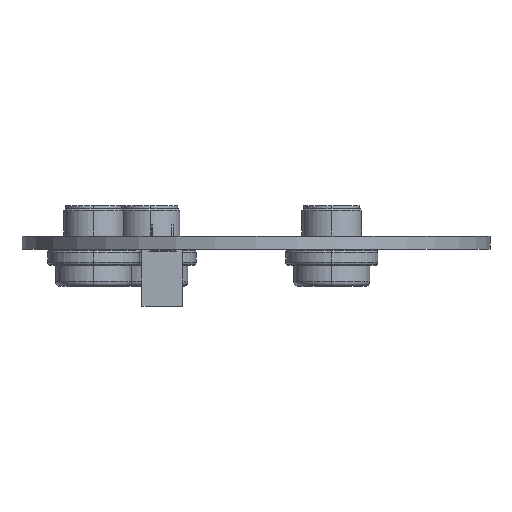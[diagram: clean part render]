
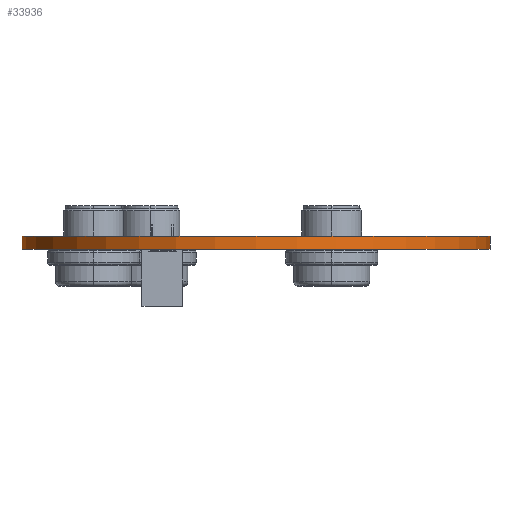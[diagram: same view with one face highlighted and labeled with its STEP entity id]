
A CAD part, front view. The second image highlights one B-rep face of the part: STEP entity #33936.
In plain terms, the highlighted cylindrical face has radius 29 mm (diameter 58 mm), a full revolution.
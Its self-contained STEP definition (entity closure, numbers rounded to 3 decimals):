
#33936 = ADVANCED_FACE('',(#33937),#33950,.T.);
#33937 = FACE_BOUND('',#33938,.T.);
#33938 = EDGE_LOOP('',(#33939,#33973,#33996,#34023));
#33939 = ORIENTED_EDGE('',*,*,#33940,.F.);
#33940 = EDGE_CURVE('',#33941,#33941,#33943,.T.);
#33941 = VERTEX_POINT('',#33942);
#33942 = CARTESIAN_POINT('',(112.268,-96.036,1.6));
#33943 = SURFACE_CURVE('',#33944,(#33949,#33961),.PCURVE_S1.);
#33944 = CIRCLE('',#33945,29.);
#33945 = AXIS2_PLACEMENT_3D('',#33946,#33947,#33948);
#33946 = CARTESIAN_POINT('',(83.268,-96.036,1.6));
#33947 = DIRECTION('',(0.,0.,1.));
#33948 = DIRECTION('',(1.,0.,-0.));
#33949 = PCURVE('',#33950,#33955);
#33950 = CYLINDRICAL_SURFACE('',#33951,29.);
#33951 = AXIS2_PLACEMENT_3D('',#33952,#33953,#33954);
#33952 = CARTESIAN_POINT('',(83.268,-96.036,0.));
#33953 = DIRECTION('',(0.,0.,1.));
#33954 = DIRECTION('',(1.,0.,-0.));
#33955 = DEFINITIONAL_REPRESENTATION('',(#33956),#33960);
#33956 = LINE('',#33957,#33958);
#33957 = CARTESIAN_POINT('',(0.,1.6));
#33958 = VECTOR('',#33959,1.);
#33959 = DIRECTION('',(1.,0.));
#33960 = ( GEOMETRIC_REPRESENTATION_CONTEXT(2) 
PARAMETRIC_REPRESENTATION_CONTEXT() REPRESENTATION_CONTEXT('2D SPACE',''
  ) );
#33961 = PCURVE('',#33962,#33967);
#33962 = PLANE('',#33963);
#33963 = AXIS2_PLACEMENT_3D('',#33964,#33965,#33966);
#33964 = CARTESIAN_POINT('',(83.268,-96.036,1.6));
#33965 = DIRECTION('',(0.,0.,1.));
#33966 = DIRECTION('',(1.,0.,-0.));
#33967 = DEFINITIONAL_REPRESENTATION('',(#33968),#33972);
#33968 = CIRCLE('',#33969,29.);
#33969 = AXIS2_PLACEMENT_2D('',#33970,#33971);
#33970 = CARTESIAN_POINT('',(0.,0.));
#33971 = DIRECTION('',(1.,0.));
#33972 = ( GEOMETRIC_REPRESENTATION_CONTEXT(2) 
PARAMETRIC_REPRESENTATION_CONTEXT() REPRESENTATION_CONTEXT('2D SPACE',''
  ) );
#33973 = ORIENTED_EDGE('',*,*,#33974,.F.);
#33974 = EDGE_CURVE('',#33975,#33941,#33977,.T.);
#33975 = VERTEX_POINT('',#33976);
#33976 = CARTESIAN_POINT('',(112.268,-96.036,0.));
#33977 = SEAM_CURVE('',#33978,(#33982,#33989),.PCURVE_S1.);
#33978 = LINE('',#33979,#33980);
#33979 = CARTESIAN_POINT('',(112.268,-96.036,0.));
#33980 = VECTOR('',#33981,1.);
#33981 = DIRECTION('',(0.,0.,1.));
#33982 = PCURVE('',#33950,#33983);
#33983 = DEFINITIONAL_REPRESENTATION('',(#33984),#33988);
#33984 = LINE('',#33985,#33986);
#33985 = CARTESIAN_POINT('',(6.283,-0.));
#33986 = VECTOR('',#33987,1.);
#33987 = DIRECTION('',(0.,1.));
#33988 = ( GEOMETRIC_REPRESENTATION_CONTEXT(2) 
PARAMETRIC_REPRESENTATION_CONTEXT() REPRESENTATION_CONTEXT('2D SPACE',''
  ) );
#33989 = PCURVE('',#33950,#33990);
#33990 = DEFINITIONAL_REPRESENTATION('',(#33991),#33995);
#33991 = LINE('',#33992,#33993);
#33992 = CARTESIAN_POINT('',(0.,-0.));
#33993 = VECTOR('',#33994,1.);
#33994 = DIRECTION('',(0.,1.));
#33995 = ( GEOMETRIC_REPRESENTATION_CONTEXT(2) 
PARAMETRIC_REPRESENTATION_CONTEXT() REPRESENTATION_CONTEXT('2D SPACE',''
  ) );
#33996 = ORIENTED_EDGE('',*,*,#33997,.T.);
#33997 = EDGE_CURVE('',#33975,#33975,#33998,.T.);
#33998 = SURFACE_CURVE('',#33999,(#34004,#34011),.PCURVE_S1.);
#33999 = CIRCLE('',#34000,29.);
#34000 = AXIS2_PLACEMENT_3D('',#34001,#34002,#34003);
#34001 = CARTESIAN_POINT('',(83.268,-96.036,0.));
#34002 = DIRECTION('',(0.,0.,1.));
#34003 = DIRECTION('',(1.,0.,-0.));
#34004 = PCURVE('',#33950,#34005);
#34005 = DEFINITIONAL_REPRESENTATION('',(#34006),#34010);
#34006 = LINE('',#34007,#34008);
#34007 = CARTESIAN_POINT('',(0.,0.));
#34008 = VECTOR('',#34009,1.);
#34009 = DIRECTION('',(1.,0.));
#34010 = ( GEOMETRIC_REPRESENTATION_CONTEXT(2) 
PARAMETRIC_REPRESENTATION_CONTEXT() REPRESENTATION_CONTEXT('2D SPACE',''
  ) );
#34011 = PCURVE('',#34012,#34017);
#34012 = PLANE('',#34013);
#34013 = AXIS2_PLACEMENT_3D('',#34014,#34015,#34016);
#34014 = CARTESIAN_POINT('',(83.268,-96.036,0.));
#34015 = DIRECTION('',(0.,0.,1.));
#34016 = DIRECTION('',(1.,0.,-0.));
#34017 = DEFINITIONAL_REPRESENTATION('',(#34018),#34022);
#34018 = CIRCLE('',#34019,29.);
#34019 = AXIS2_PLACEMENT_2D('',#34020,#34021);
#34020 = CARTESIAN_POINT('',(0.,0.));
#34021 = DIRECTION('',(1.,0.));
#34022 = ( GEOMETRIC_REPRESENTATION_CONTEXT(2) 
PARAMETRIC_REPRESENTATION_CONTEXT() REPRESENTATION_CONTEXT('2D SPACE',''
  ) );
#34023 = ORIENTED_EDGE('',*,*,#33974,.T.);
